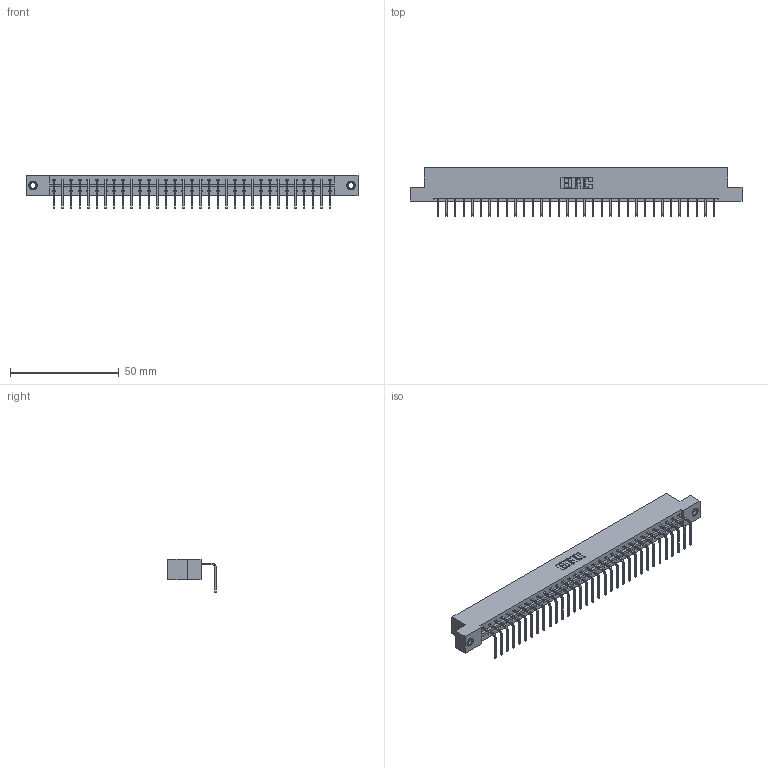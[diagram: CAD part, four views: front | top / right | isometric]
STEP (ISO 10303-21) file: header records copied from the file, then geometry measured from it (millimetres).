
FILE_DESCRIPTION (( 'STEP AP203' ), '1' );
FILE_NAME ('833-033-558-107.STEP', '2020-06-02T20:43:34', ( '' ), ( '' ), 'SwSTEP 2.0', 'SolidWorks 2020', '' );
FILE_SCHEMA (( 'CONFIG_CONTROL_DESIGN' ));
Length unit declared in the file: inch
Products named in the file (4): 345-250-001_345-250-005-103; 345-292-001_558 Tail - 2; 833-033-558-107; 833 Part_Flush - .156 Dia - TI
Assembly tree (36 placements, depth 2):
  833-033-558-107
    833 Part_Flush - .156 Dia - TI
    345-292-001_558 Tail - 2  x33
    345-250-001_345-250-005-103  x2
Bounding box: 152.3 x 22.17 x 15.37 mm (x, y, z)
Volume: 15344.5 mm3; surface area: 17255.4 mm2
Topology: 36 solids, 36 shells, 2154 faces, 6453 edges, 4250 vertices
Faces by surface type: plane 1554, cylinder 584, cone 12, torus 4
Entity records: 22608 total; most frequent: CARTESIAN_POINT 3884, ORIENTED_EDGE 3846, DIRECTION 3327, EDGE_CURVE 1923, LINE 1775, VECTOR 1775, VERTEX_POINT 1276, AXIS2_PLACEMENT_3D 776
